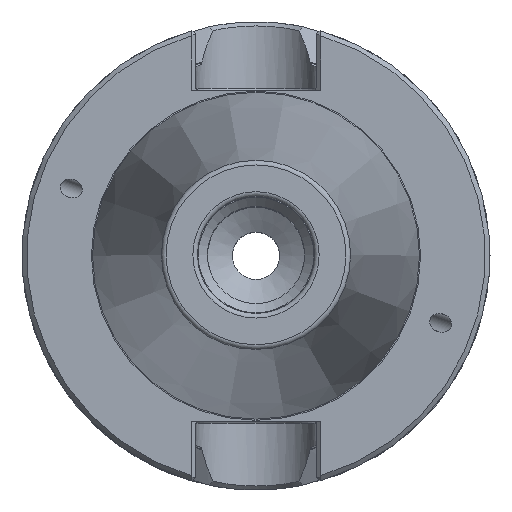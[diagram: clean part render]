
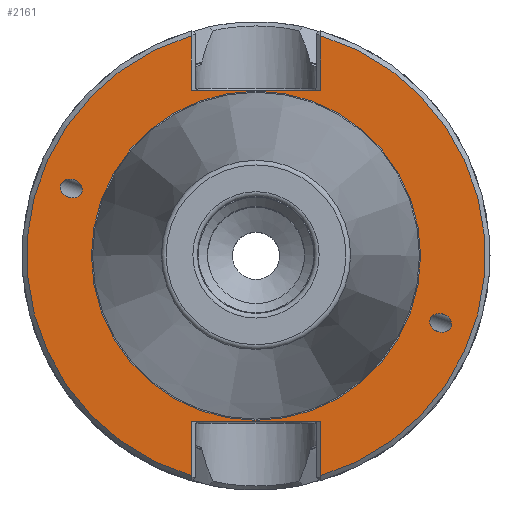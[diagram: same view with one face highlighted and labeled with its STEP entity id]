
A CAD part, top view. The second image highlights one B-rep face of the part: STEP entity #2161.
In plain terms, the highlighted planar face has unit normal (0, 0, 1).
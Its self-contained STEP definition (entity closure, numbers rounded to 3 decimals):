
#30=LINE('',#3151,#84);
#31=LINE('',#3153,#85);
#32=LINE('',#3155,#86);
#33=LINE('',#3156,#87);
#34=LINE('',#3158,#88);
#35=LINE('',#3160,#89);
#84=VECTOR('',#2614,1000.);
#85=VECTOR('',#2615,1000.);
#86=VECTOR('',#2616,1000.);
#87=VECTOR('',#2617,1000.);
#88=VECTOR('',#2618,1000.);
#89=VECTOR('',#2619,1000.);
#130=ELLIPSE('',#2305,2.381,1.95);
#131=ELLIPSE('',#2307,2.381,1.95);
#186=PLANE('',#2317);
#250=CIRCLE('',#2303,35.164);
#251=CIRCLE('',#2313,49.);
#254=CIRCLE('',#2318,49.);
#398=ORIENTED_EDGE('',*,*,#706,.F.);
#399=ORIENTED_EDGE('',*,*,#724,.T.);
#400=ORIENTED_EDGE('',*,*,#725,.T.);
#401=ORIENTED_EDGE('',*,*,#726,.T.);
#402=ORIENTED_EDGE('',*,*,#727,.T.);
#403=ORIENTED_EDGE('',*,*,#718,.T.);
#404=ORIENTED_EDGE('',*,*,#728,.T.);
#405=ORIENTED_EDGE('',*,*,#729,.T.);
#406=ORIENTED_EDGE('',*,*,#730,.T.);
#407=ORIENTED_EDGE('',*,*,#705,.F.);
#408=ORIENTED_EDGE('',*,*,#704,.F.);
#704=EDGE_CURVE('',#891,#891,#250,.T.);
#705=EDGE_CURVE('',#892,#892,#130,.T.);
#706=EDGE_CURVE('',#893,#893,#131,.T.);
#718=EDGE_CURVE('',#905,#904,#251,.T.);
#724=EDGE_CURVE('',#908,#909,#254,.T.);
#725=EDGE_CURVE('',#909,#910,#30,.T.);
#726=EDGE_CURVE('',#910,#911,#31,.T.);
#727=EDGE_CURVE('',#911,#905,#32,.T.);
#728=EDGE_CURVE('',#904,#912,#33,.T.);
#729=EDGE_CURVE('',#912,#913,#34,.T.);
#730=EDGE_CURVE('',#913,#908,#35,.T.);
#891=VERTEX_POINT('',#3078);
#892=VERTEX_POINT('',#3081);
#893=VERTEX_POINT('',#3084);
#904=VERTEX_POINT('',#3133);
#905=VERTEX_POINT('',#3135);
#908=VERTEX_POINT('',#3149);
#909=VERTEX_POINT('',#3150);
#910=VERTEX_POINT('',#3152);
#911=VERTEX_POINT('',#3154);
#912=VERTEX_POINT('',#3157);
#913=VERTEX_POINT('',#3159);
#1128=EDGE_LOOP('',(#398));
#1129=EDGE_LOOP('',(#399,#400,#401,#402,#403,#404,#405,#406));
#1130=EDGE_LOOP('',(#407));
#1131=EDGE_LOOP('',(#408));
#1296=FACE_BOUND('',#1128,.T.);
#1297=FACE_BOUND('',#1129,.T.);
#1298=FACE_BOUND('',#1130,.T.);
#1299=FACE_BOUND('',#1131,.T.);
#2161=ADVANCED_FACE('',(#1296,#1297,#1298,#1299),#186,.T.);
#2303=AXIS2_PLACEMENT_3D('',#3077,#2574,#2575);
#2305=AXIS2_PLACEMENT_3D('',#3080,#2578,#2579);
#2307=AXIS2_PLACEMENT_3D('',#3083,#2582,#2583);
#2313=AXIS2_PLACEMENT_3D('',#3134,#2600,#2601);
#2317=AXIS2_PLACEMENT_3D('',#3147,#2610,#2611);
#2318=AXIS2_PLACEMENT_3D('',#3148,#2612,#2613);
#2574=DIRECTION('',(0.,0.,1.));
#2575=DIRECTION('',(1.,0.,0.));
#2578=DIRECTION('',(0.,0.,1.));
#2579=DIRECTION('',(-0.94,0.342,0.));
#2582=DIRECTION('',(0.,0.,1.));
#2583=DIRECTION('',(0.94,-0.342,0.));
#2600=DIRECTION('',(0.,0.,1.));
#2601=DIRECTION('',(1.,0.,0.));
#2610=DIRECTION('',(0.,0.,1.));
#2611=DIRECTION('',(1.,0.,0.));
#2612=DIRECTION('',(0.,0.,1.));
#2613=DIRECTION('',(1.,0.,0.));
#2614=DIRECTION('',(0.,1.,0.));
#2615=DIRECTION('',(1.,0.,0.));
#2616=DIRECTION('',(0.,-1.,0.));
#2617=DIRECTION('',(0.,-1.,0.));
#2618=DIRECTION('',(-1.,0.,0.));
#2619=DIRECTION('',(0.,1.,0.));
#3077=CARTESIAN_POINT('',(0.,0.,-3.));
#3078=CARTESIAN_POINT('',(35.164,0.,-3.));
#3080=CARTESIAN_POINT('',(39.467,-14.365,-3.));
#3081=CARTESIAN_POINT('',(37.23,-13.551,-3.));
#3083=CARTESIAN_POINT('',(-39.467,14.365,-3.));
#3084=CARTESIAN_POINT('',(-37.23,13.551,-3.));
#3133=CARTESIAN_POINT('',(13.85,47.002,-3.));
#3134=CARTESIAN_POINT('',(0.,0.,-3.));
#3135=CARTESIAN_POINT('',(13.85,-47.002,-3.));
#3147=CARTESIAN_POINT('',(35.164,0.,-3.));
#3148=CARTESIAN_POINT('',(0.,0.,-3.));
#3149=CARTESIAN_POINT('',(-13.85,47.002,-3.));
#3150=CARTESIAN_POINT('',(-13.85,-47.002,-3.));
#3151=CARTESIAN_POINT('',(-13.85,0.,-3.));
#3152=CARTESIAN_POINT('',(-13.85,-35.35,-3.));
#3153=CARTESIAN_POINT('',(35.164,-35.35,-3.));
#3154=CARTESIAN_POINT('',(13.85,-35.35,-3.));
#3155=CARTESIAN_POINT('',(13.85,0.,-3.));
#3156=CARTESIAN_POINT('',(13.85,0.,-3.));
#3157=CARTESIAN_POINT('',(13.85,35.35,-3.));
#3158=CARTESIAN_POINT('',(35.164,35.35,-3.));
#3159=CARTESIAN_POINT('',(-13.85,35.35,-3.));
#3160=CARTESIAN_POINT('',(-13.85,0.,-3.));
